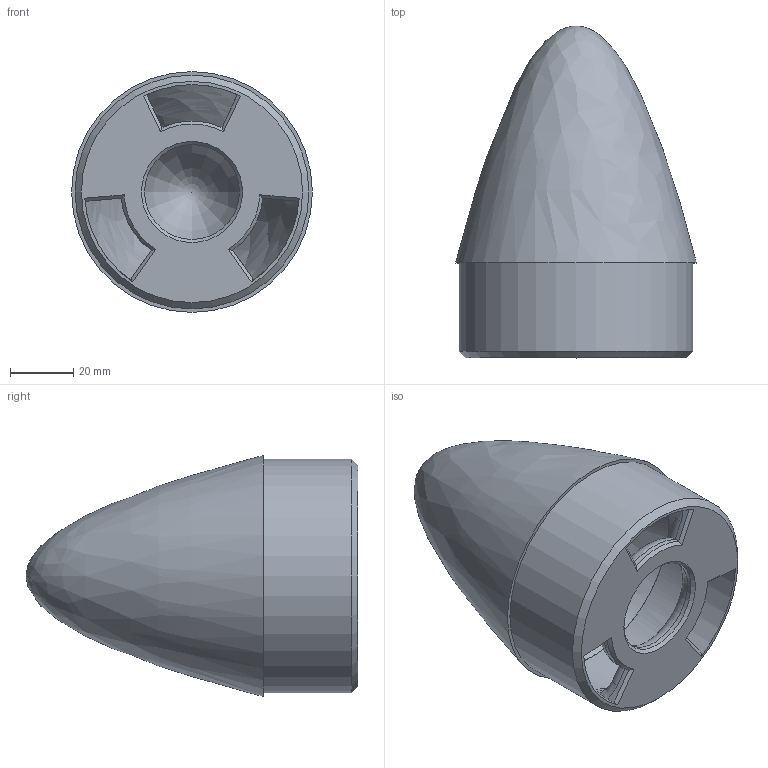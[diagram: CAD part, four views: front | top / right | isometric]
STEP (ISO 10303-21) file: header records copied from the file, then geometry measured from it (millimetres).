
FILE_DESCRIPTION(/* description */ (''),/* implementation_level */ '2;1');
FILE_NAME(/* name */ '3"AeroNoseCone v1.step',/* time_stamp */ '2023-09-28T22:44:21-04:00',/* author */ (''),/* organization */ (''),/* preprocessor_version */ 'ST-DEVELOPER v20',/* originating_system */ 'Autodesk Translation Framework v12.14.0.127',/* authorisation */ '');
FILE_SCHEMA (('AUTOMOTIVE_DESIGN { 1 0 10303 214 3 1 1 }'));
Length unit declared in the file: millimetre
Products named in the file (1): 3"AeroNoseCone
Bounding box: 76.2 x 105 x 76.2 mm (x, y, z)
Volume: 81526.5 mm3; surface area: 41686.8 mm2
Topology: 1 solids, 1 shells, 50 faces, 130 edges, 80 vertices
Faces by surface type: plane 18, cylinder 12, bspline 8, torus 7, cone 5
Full cylindrical faces by diameter (mm): 30 x1, 68 x1, 74 x1
Entity records: 2193 total; most frequent: CARTESIAN_POINT 996, ORIENTED_EDGE 256, DIRECTION 221, EDGE_CURVE 128, AXIS2_PLACEMENT_3D 90, VERTEX_POINT 80, EDGE_LOOP 56, FACE_OUTER_BOUND 50
